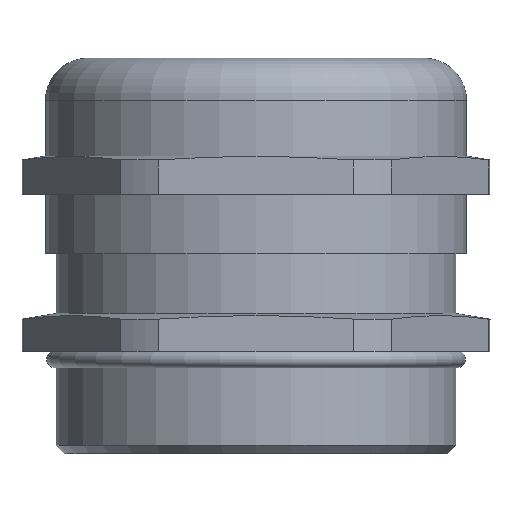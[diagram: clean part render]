
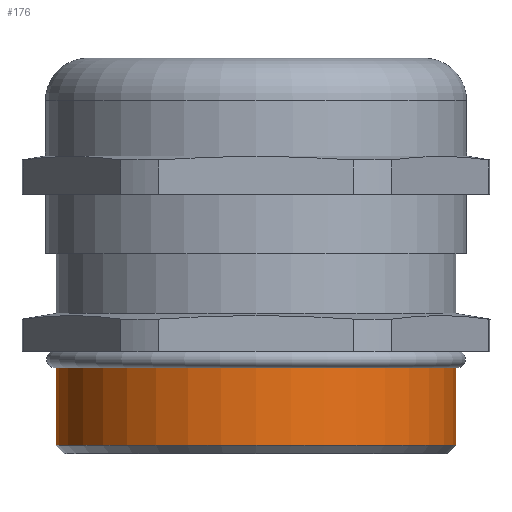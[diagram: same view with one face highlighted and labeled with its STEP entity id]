
A CAD part, front view. The second image highlights one B-rep face of the part: STEP entity #176.
In plain terms, the highlighted cylindrical face has radius 23.5 mm (diameter 47 mm), a partial arc.
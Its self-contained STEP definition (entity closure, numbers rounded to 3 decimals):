
#47 = EDGE_CURVE ( 'NONE', #1029, #1032, #509, .T. ) ;
#48 = EDGE_CURVE ( 'NONE', #1033, #1039, #508, .T. ) ;
#176 = ADVANCED_FACE ( 'NONE', ( #846 ), #869, .T. ) ;
#265 = DIRECTION ( 'NONE',  ( -1., 0., 0. ) ) ;
#266 = DIRECTION ( 'NONE',  ( 0., 0., -1. ) ) ;
#267 = CARTESIAN_POINT ( 'NONE',  ( 0., 0., 12. ) ) ;
#374 = DIRECTION ( 'NONE',  ( 1., 0., 0. ) ) ;
#375 = DIRECTION ( 'NONE',  ( 0., 0., -1. ) ) ;
#376 = CARTESIAN_POINT ( 'NONE',  ( 0., 0., 10.105 ) ) ;
#377 = DIRECTION ( 'NONE',  ( 1., 0., 0. ) ) ;
#378 = DIRECTION ( 'NONE',  ( 0., 0., 1. ) ) ;
#379 = CARTESIAN_POINT ( 'NONE',  ( 0., 0., 1. ) ) ;
#508 = CIRCLE ( 'NONE', #1598, 23.5 ) ;
#509 = CIRCLE ( 'NONE', #1621, 23.5 ) ;
#578 = EDGE_CURVE ( 'NONE', #1033, #1032, #1345, .T. ) ;
#590 = EDGE_CURVE ( 'NONE', #1039, #1029, #1383, .T. ) ;
#644 = EDGE_LOOP ( 'NONE', ( #733, #732, #734, #731 ) ) ;
#731 = ORIENTED_EDGE ( 'NONE', *, *, #47, .T. ) ;
#732 = ORIENTED_EDGE ( 'NONE', *, *, #48, .T. ) ;
#733 = ORIENTED_EDGE ( 'NONE', *, *, #578, .F. ) ;
#734 = ORIENTED_EDGE ( 'NONE', *, *, #590, .T. ) ;
#843 = VECTOR ( 'NONE', #1347, 1000. ) ;
#846 = FACE_OUTER_BOUND ( 'NONE', #644, .T. ) ;
#862 = AXIS2_PLACEMENT_3D ( 'NONE', #267, #266, #265 ) ;
#869 = CYLINDRICAL_SURFACE ( 'NONE', #862, 23.5 ) ;
#1029 = VERTEX_POINT ( 'NONE', #1445 ) ;
#1032 = VERTEX_POINT ( 'NONE', #1448 ) ;
#1033 = VERTEX_POINT ( 'NONE', #1449 ) ;
#1039 = VERTEX_POINT ( 'NONE', #1455 ) ;
#1345 = LINE ( 'NONE', #1346, #843 ) ;
#1346 = CARTESIAN_POINT ( 'NONE',  ( 23.5, 0., 12. ) ) ;
#1347 = DIRECTION ( 'NONE',  ( 0., 0., -1. ) ) ;
#1383 = LINE ( 'NONE', #1384, #1633 ) ;
#1384 = CARTESIAN_POINT ( 'NONE',  ( -23.5, 0., 12. ) ) ;
#1385 = DIRECTION ( 'NONE',  ( 0., 0., -1. ) ) ;
#1445 = CARTESIAN_POINT ( 'NONE',  ( -23.5, 0., 1. ) ) ;
#1448 = CARTESIAN_POINT ( 'NONE',  ( 23.5, 0., 1. ) ) ;
#1449 = CARTESIAN_POINT ( 'NONE',  ( 23.5, 0., 10.105 ) ) ;
#1455 = CARTESIAN_POINT ( 'NONE',  ( -23.5, 0., 10.105 ) ) ;
#1598 = AXIS2_PLACEMENT_3D ( 'NONE', #376, #375, #374 ) ;
#1621 = AXIS2_PLACEMENT_3D ( 'NONE', #379, #378, #377 ) ;
#1633 = VECTOR ( 'NONE', #1385, 1000. ) ;
